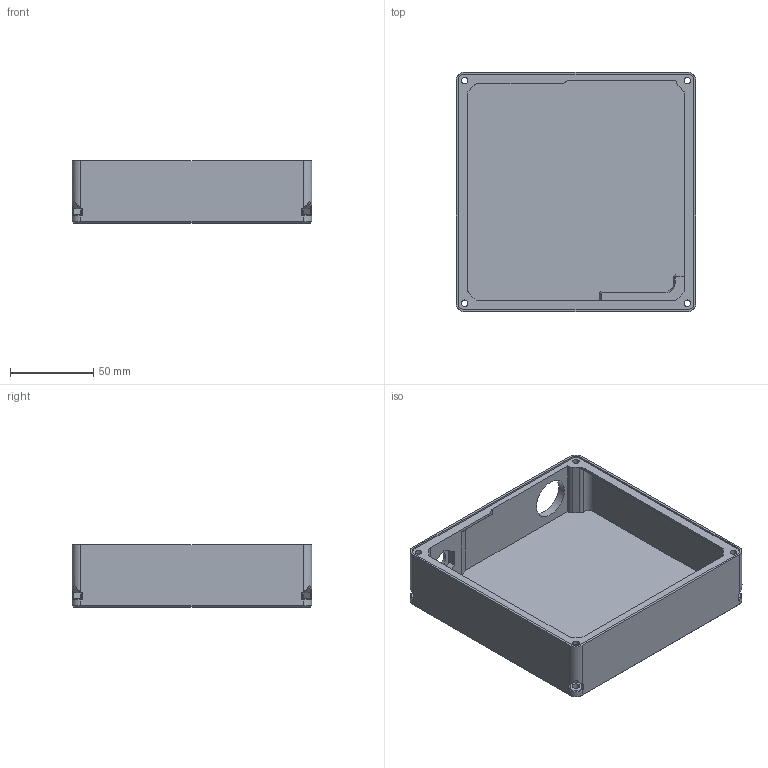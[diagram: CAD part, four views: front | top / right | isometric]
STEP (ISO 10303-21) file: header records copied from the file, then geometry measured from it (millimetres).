
FILE_DESCRIPTION(/* description */ (''),/* implementation_level */ '2;1');
FILE_NAME(/* name */ 'Base v13.step',/* time_stamp */ '2023-09-09T10:11:47-07:00',/* author */ (''),/* organization */ (''),/* preprocessor_version */ 'ST-DEVELOPER v20',/* originating_system */ 'Autodesk Translation Framework v12.9.0.99',/* authorisation */ '');
FILE_SCHEMA (('AUTOMOTIVE_DESIGN { 1 0 10303 214 3 1 1 }'));
Length unit declared in the file: millimetre
Products named in the file (1): Base
Bounding box: 144 x 144 x 37.6 mm (x, y, z)
Volume: 122605.2 mm3; surface area: 85268.5 mm2
Topology: 1 solids, 1 shells, 202 faces, 573 edges, 372 vertices
Faces by surface type: plane 110, cylinder 61, bspline 18, cone 13
Full cylindrical faces by diameter (mm): 3.9 x4, 4.5 x4, 13 x1, 23.848 x1
Entity records: 6924 total; most frequent: CARTESIAN_POINT 1586, ORIENTED_EDGE 1146, DIRECTION 1077, EDGE_CURVE 573, VERTEX_POINT 372, AXIS2_PLACEMENT_3D 361, LINE 355, VECTOR 355
